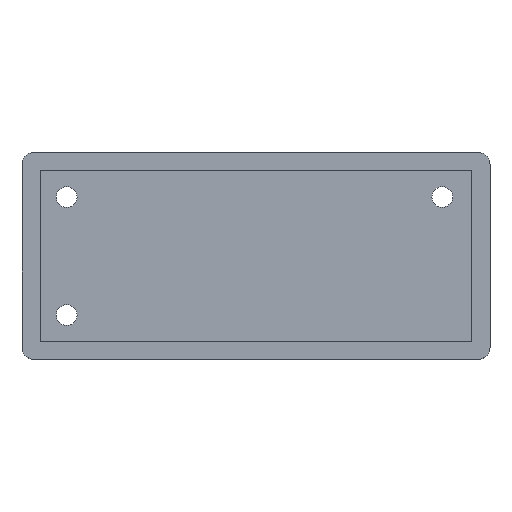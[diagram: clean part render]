
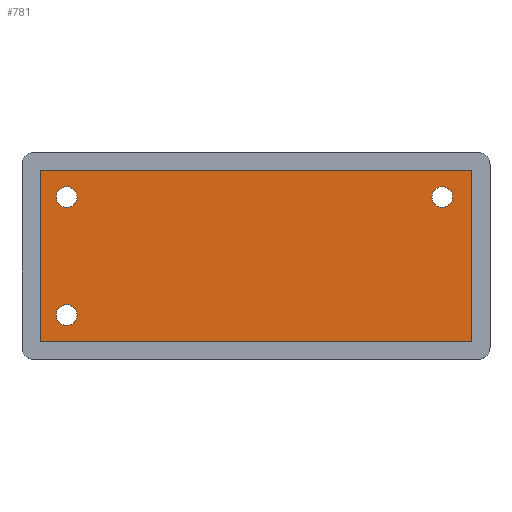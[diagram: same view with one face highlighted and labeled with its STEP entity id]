
A CAD part, top view. The second image highlights one B-rep face of the part: STEP entity #781.
In plain terms, the highlighted planar face has unit normal (0, 0, 1).
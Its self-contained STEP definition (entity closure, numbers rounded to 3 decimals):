
#29=FACE_BOUND('',#153,.T.);
#30=FACE_BOUND('',#154,.T.);
#31=FACE_BOUND('',#155,.T.);
#62=PLANE('',#847);
#100=FACE_OUTER_BOUND('',#152,.T.);
#152=EDGE_LOOP('',(#730,#731,#732,#733));
#153=EDGE_LOOP('',(#734));
#154=EDGE_LOOP('',(#735));
#155=EDGE_LOOP('',(#736));
#231=LINE('',#1222,#322);
#235=LINE('',#1230,#326);
#238=LINE('',#1236,#329);
#241=LINE('',#1241,#332);
#322=VECTOR('',#1005,10.);
#326=VECTOR('',#1011,10.);
#329=VECTOR('',#1016,10.);
#332=VECTOR('',#1021,10.);
#349=CIRCLE('',#842,1.7);
#350=CIRCLE('',#844,1.7);
#351=CIRCLE('',#846,1.7);
#411=VERTEX_POINT('',#1220);
#412=VERTEX_POINT('',#1221);
#415=VERTEX_POINT('',#1229);
#417=VERTEX_POINT('',#1235);
#419=VERTEX_POINT('',#1247);
#420=VERTEX_POINT('',#1251);
#421=VERTEX_POINT('',#1255);
#508=EDGE_CURVE('',#411,#412,#231,.T.);
#512=EDGE_CURVE('',#412,#415,#235,.T.);
#515=EDGE_CURVE('',#417,#411,#238,.T.);
#518=EDGE_CURVE('',#415,#417,#241,.T.);
#521=EDGE_CURVE('',#419,#419,#349,.T.);
#523=EDGE_CURVE('',#420,#420,#350,.T.);
#525=EDGE_CURVE('',#421,#421,#351,.T.);
#730=ORIENTED_EDGE('',*,*,#518,.F.);
#731=ORIENTED_EDGE('',*,*,#512,.F.);
#732=ORIENTED_EDGE('',*,*,#508,.F.);
#733=ORIENTED_EDGE('',*,*,#515,.F.);
#734=ORIENTED_EDGE('',*,*,#523,.T.);
#735=ORIENTED_EDGE('',*,*,#521,.T.);
#736=ORIENTED_EDGE('',*,*,#525,.T.);
#781=ADVANCED_FACE('',(#100,#29,#30,#31),#62,.T.);
#842=AXIS2_PLACEMENT_3D('',#1248,#1030,#1031);
#844=AXIS2_PLACEMENT_3D('',#1252,#1035,#1036);
#846=AXIS2_PLACEMENT_3D('',#1256,#1040,#1041);
#847=AXIS2_PLACEMENT_3D('',#1258,#1043,#1044);
#1005=DIRECTION('',(1.,0.,0.));
#1011=DIRECTION('',(0.,-1.,0.));
#1016=DIRECTION('',(0.,1.,0.));
#1021=DIRECTION('',(-1.,0.,0.));
#1030=DIRECTION('center_axis',(0.,0.,-1.));
#1031=DIRECTION('ref_axis',(1.,0.,0.));
#1035=DIRECTION('center_axis',(0.,0.,-1.));
#1036=DIRECTION('ref_axis',(1.,0.,0.));
#1040=DIRECTION('center_axis',(0.,0.,-1.));
#1041=DIRECTION('ref_axis',(1.,0.,0.));
#1043=DIRECTION('center_axis',(0.,0.,1.));
#1044=DIRECTION('ref_axis',(1.,0.,0.));
#1220=CARTESIAN_POINT('',(-10.5,40.5,3.));
#1221=CARTESIAN_POINT('',(60.08,40.5,3.));
#1222=CARTESIAN_POINT('',(7.145,40.5,3.));
#1229=CARTESIAN_POINT('',(60.08,12.592,3.));
#1230=CARTESIAN_POINT('',(60.08,33.523,3.));
#1235=CARTESIAN_POINT('',(-10.5,12.592,3.));
#1236=CARTESIAN_POINT('',(-10.5,19.569,3.));
#1241=CARTESIAN_POINT('',(42.435,12.592,3.));
#1247=CARTESIAN_POINT('',(-7.9,16.892,3.));
#1248=CARTESIAN_POINT('Origin',(-6.2,16.892,3.));
#1251=CARTESIAN_POINT('',(-7.9,36.2,3.));
#1252=CARTESIAN_POINT('Origin',(-6.2,36.2,3.));
#1255=CARTESIAN_POINT('',(53.57,36.2,3.));
#1256=CARTESIAN_POINT('Origin',(55.27,36.2,3.));
#1258=CARTESIAN_POINT('Origin',(55.27,36.2,3.));
